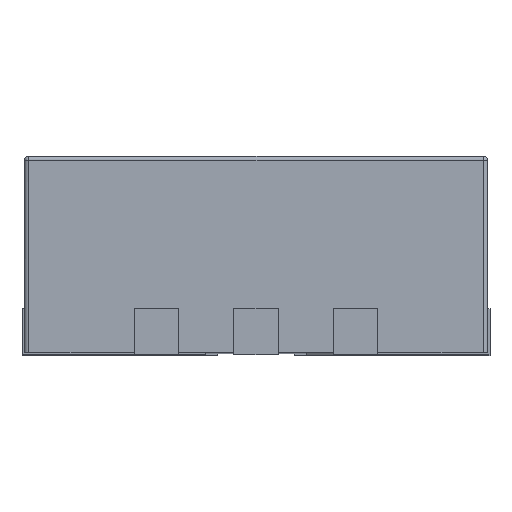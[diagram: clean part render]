
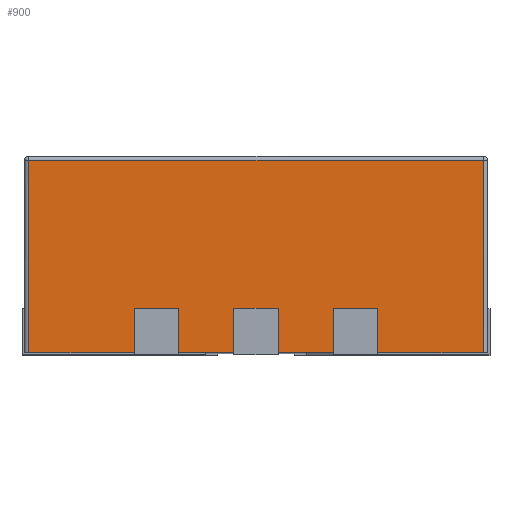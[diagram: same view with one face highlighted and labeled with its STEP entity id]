
A CAD part, top view. The second image highlights one B-rep face of the part: STEP entity #900.
In plain terms, the highlighted free-form (B-spline) face has degree [1, 1] with [2, 2] control points.
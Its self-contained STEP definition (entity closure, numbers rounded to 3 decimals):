
#79 = VERTEX_POINT('',#80);
#80 = CARTESIAN_POINT('',(0.882,0.,1.327));
#86 = EDGE_CURVE('',#87,#79,#89,.T.);
#87 = VERTEX_POINT('',#88);
#88 = CARTESIAN_POINT('',(0.471,0.,1.327));
#89 = B_SPLINE_CURVE_WITH_KNOTS('',1,(#90,#91),.UNSPECIFIED.,.F.,.F.,(2,
    2),(1.6,2.08),.PIECEWISE_BEZIER_KNOTS.);
#90 = CARTESIAN_POINT('',(0.471,0.,1.327));
#91 = CARTESIAN_POINT('',(0.882,0.,1.327));
#108 = VERTEX_POINT('',#109);
#109 = CARTESIAN_POINT('',(0.3,0.,1.327));
#114 = EDGE_CURVE('',#115,#108,#117,.T.);
#115 = VERTEX_POINT('',#116);
#116 = CARTESIAN_POINT('',(0.086,0.,1.327));
#117 = B_SPLINE_CURVE_WITH_KNOTS('',1,(#118,#119),.UNSPECIFIED.,.F.,.F.,
  (2,2),(1.15,1.4),.PIECEWISE_BEZIER_KNOTS.);
#118 = CARTESIAN_POINT('',(0.086,0.,1.327));
#119 = CARTESIAN_POINT('',(0.3,0.,1.327));
#136 = VERTEX_POINT('',#137);
#137 = CARTESIAN_POINT('',(-0.086,0.,1.327));
#142 = EDGE_CURVE('',#143,#136,#145,.T.);
#143 = VERTEX_POINT('',#144);
#144 = CARTESIAN_POINT('',(-0.3,0.,1.327));
#145 = B_SPLINE_CURVE_WITH_KNOTS('',1,(#146,#147),.UNSPECIFIED.,.F.,.F.,
  (2,2),(0.7,0.95),.PIECEWISE_BEZIER_KNOTS.);
#146 = CARTESIAN_POINT('',(-0.3,0.,1.327));
#147 = CARTESIAN_POINT('',(-0.086,0.,1.327));
#164 = VERTEX_POINT('',#165);
#165 = CARTESIAN_POINT('',(-0.471,0.,1.327));
#170 = EDGE_CURVE('',#171,#164,#173,.T.);
#171 = VERTEX_POINT('',#172);
#172 = CARTESIAN_POINT('',(-0.882,0.,1.327));
#173 = B_SPLINE_CURVE_WITH_KNOTS('',1,(#174,#175),.UNSPECIFIED.,.F.,.F.,
  (2,2),(0.02,0.5),.PIECEWISE_BEZIER_KNOTS.);
#174 = CARTESIAN_POINT('',(-0.882,0.,1.327));
#175 = CARTESIAN_POINT('',(-0.471,0.,1.327));
#900 = ADVANCED_FACE('',(#901),#983,.F.);
#901 = FACE_BOUND('',#902,.T.);
#902 = EDGE_LOOP('',(#903,#904,#911,#918,#923,#924,#931,#938,#943,#944,
    #951,#958,#963,#964,#971,#978));
#903 = ORIENTED_EDGE('',*,*,#86,.T.);
#904 = ORIENTED_EDGE('',*,*,#905,.T.);
#905 = EDGE_CURVE('',#79,#906,#908,.T.);
#906 = VERTEX_POINT('',#907);
#907 = CARTESIAN_POINT('',(0.882,0.745,1.327)
  );
#908 = B_SPLINE_CURVE_WITH_KNOTS('',1,(#909,#910),.UNSPECIFIED.,.F.,.F.,
  (2,2),(-0.89,-0.02),.PIECEWISE_BEZIER_KNOTS.);
#909 = CARTESIAN_POINT('',(0.882,0.,1.327));
#910 = CARTESIAN_POINT('',(0.882,0.745,1.327)
  );
#911 = ORIENTED_EDGE('',*,*,#912,.T.);
#912 = EDGE_CURVE('',#906,#913,#915,.T.);
#913 = VERTEX_POINT('',#914);
#914 = CARTESIAN_POINT('',(-0.882,0.745,1.327)
  );
#915 = B_SPLINE_CURVE_WITH_KNOTS('',1,(#916,#917),.UNSPECIFIED.,.F.,.F.,
  (2,2),(-2.08,-0.02),.PIECEWISE_BEZIER_KNOTS.);
#916 = CARTESIAN_POINT('',(0.882,0.745,1.327)
  );
#917 = CARTESIAN_POINT('',(-0.882,0.745,1.327)
  );
#918 = ORIENTED_EDGE('',*,*,#919,.T.);
#919 = EDGE_CURVE('',#913,#171,#920,.T.);
#920 = B_SPLINE_CURVE_WITH_KNOTS('',1,(#921,#922),.UNSPECIFIED.,.F.,.F.,
  (2,2),(0.02,0.89),.PIECEWISE_BEZIER_KNOTS.);
#921 = CARTESIAN_POINT('',(-0.882,0.745,1.327)
  );
#922 = CARTESIAN_POINT('',(-0.882,0.,1.327));
#923 = ORIENTED_EDGE('',*,*,#170,.T.);
#924 = ORIENTED_EDGE('',*,*,#925,.T.);
#925 = EDGE_CURVE('',#164,#926,#928,.T.);
#926 = VERTEX_POINT('',#927);
#927 = CARTESIAN_POINT('',(-0.471,0.171,1.327)
  );
#928 = B_SPLINE_CURVE_WITH_KNOTS('',1,(#929,#930),.UNSPECIFIED.,.F.,.F.,
  (2,2),(-0.89,-0.69),.PIECEWISE_BEZIER_KNOTS.);
#929 = CARTESIAN_POINT('',(-0.471,0.,1.327));
#930 = CARTESIAN_POINT('',(-0.471,0.171,1.327)
  );
#931 = ORIENTED_EDGE('',*,*,#932,.F.);
#932 = EDGE_CURVE('',#933,#926,#935,.T.);
#933 = VERTEX_POINT('',#934);
#934 = CARTESIAN_POINT('',(-0.3,0.171,1.327)
  );
#935 = B_SPLINE_CURVE_WITH_KNOTS('',1,(#936,#937),.UNSPECIFIED.,.F.,.F.,
  (2,2),(-0.7,-0.5),.PIECEWISE_BEZIER_KNOTS.);
#936 = CARTESIAN_POINT('',(-0.3,0.171,1.327)
  );
#937 = CARTESIAN_POINT('',(-0.471,0.171,1.327)
  );
#938 = ORIENTED_EDGE('',*,*,#939,.T.);
#939 = EDGE_CURVE('',#933,#143,#940,.T.);
#940 = B_SPLINE_CURVE_WITH_KNOTS('',1,(#941,#942),.UNSPECIFIED.,.F.,.F.,
  (2,2),(0.69,0.89),.PIECEWISE_BEZIER_KNOTS.);
#941 = CARTESIAN_POINT('',(-0.3,0.171,1.327)
  );
#942 = CARTESIAN_POINT('',(-0.3,0.,1.327));
#943 = ORIENTED_EDGE('',*,*,#142,.T.);
#944 = ORIENTED_EDGE('',*,*,#945,.T.);
#945 = EDGE_CURVE('',#136,#946,#948,.T.);
#946 = VERTEX_POINT('',#947);
#947 = CARTESIAN_POINT('',(-0.086,0.171,
    1.327));
#948 = B_SPLINE_CURVE_WITH_KNOTS('',1,(#949,#950),.UNSPECIFIED.,.F.,.F.,
  (2,2),(-0.89,-0.69),.PIECEWISE_BEZIER_KNOTS.);
#949 = CARTESIAN_POINT('',(-0.086,0.,1.327));
#950 = CARTESIAN_POINT('',(-0.086,0.171,
    1.327));
#951 = ORIENTED_EDGE('',*,*,#952,.F.);
#952 = EDGE_CURVE('',#953,#946,#955,.T.);
#953 = VERTEX_POINT('',#954);
#954 = CARTESIAN_POINT('',(0.086,0.171,
    1.327));
#955 = B_SPLINE_CURVE_WITH_KNOTS('',1,(#956,#957),.UNSPECIFIED.,.F.,.F.,
  (2,2),(-1.15,-0.95),.PIECEWISE_BEZIER_KNOTS.);
#956 = CARTESIAN_POINT('',(0.086,0.171,
    1.327));
#957 = CARTESIAN_POINT('',(-0.086,0.171,
    1.327));
#958 = ORIENTED_EDGE('',*,*,#959,.T.);
#959 = EDGE_CURVE('',#953,#115,#960,.T.);
#960 = B_SPLINE_CURVE_WITH_KNOTS('',1,(#961,#962),.UNSPECIFIED.,.F.,.F.,
  (2,2),(0.69,0.89),.PIECEWISE_BEZIER_KNOTS.);
#961 = CARTESIAN_POINT('',(0.086,0.171,
    1.327));
#962 = CARTESIAN_POINT('',(0.086,0.,1.327));
#963 = ORIENTED_EDGE('',*,*,#114,.T.);
#964 = ORIENTED_EDGE('',*,*,#965,.T.);
#965 = EDGE_CURVE('',#108,#966,#968,.T.);
#966 = VERTEX_POINT('',#967);
#967 = CARTESIAN_POINT('',(0.3,0.171,1.327)
  );
#968 = B_SPLINE_CURVE_WITH_KNOTS('',1,(#969,#970),.UNSPECIFIED.,.F.,.F.,
  (2,2),(-0.89,-0.69),.PIECEWISE_BEZIER_KNOTS.);
#969 = CARTESIAN_POINT('',(0.3,0.,1.327));
#970 = CARTESIAN_POINT('',(0.3,0.171,1.327)
  );
#971 = ORIENTED_EDGE('',*,*,#972,.F.);
#972 = EDGE_CURVE('',#973,#966,#975,.T.);
#973 = VERTEX_POINT('',#974);
#974 = CARTESIAN_POINT('',(0.471,0.171,1.327)
  );
#975 = B_SPLINE_CURVE_WITH_KNOTS('',1,(#976,#977),.UNSPECIFIED.,.F.,.F.,
  (2,2),(-1.6,-1.4),.PIECEWISE_BEZIER_KNOTS.);
#976 = CARTESIAN_POINT('',(0.471,0.171,1.327)
  );
#977 = CARTESIAN_POINT('',(0.3,0.171,1.327)
  );
#978 = ORIENTED_EDGE('',*,*,#979,.T.);
#979 = EDGE_CURVE('',#973,#87,#980,.T.);
#980 = B_SPLINE_CURVE_WITH_KNOTS('',1,(#981,#982),.UNSPECIFIED.,.F.,.F.,
  (2,2),(0.69,0.89),.PIECEWISE_BEZIER_KNOTS.);
#981 = CARTESIAN_POINT('',(0.471,0.171,1.327)
  );
#982 = CARTESIAN_POINT('',(0.471,0.,1.327));
#983 = B_SPLINE_SURFACE_WITH_KNOTS('',1,1,(
    (#984,#985)
    ,(#986,#987
  )),.UNSPECIFIED.,.F.,.F.,.F.,(2,2),(2,2),(-2.08,-0.02),(-0.89,
    -0.02),.PIECEWISE_BEZIER_KNOTS.);
#984 = CARTESIAN_POINT('',(0.882,0.,1.327));
#985 = CARTESIAN_POINT('',(0.882,0.745,1.327)
  );
#986 = CARTESIAN_POINT('',(-0.882,0.,1.327));
#987 = CARTESIAN_POINT('',(-0.882,0.745,1.327)
  );
